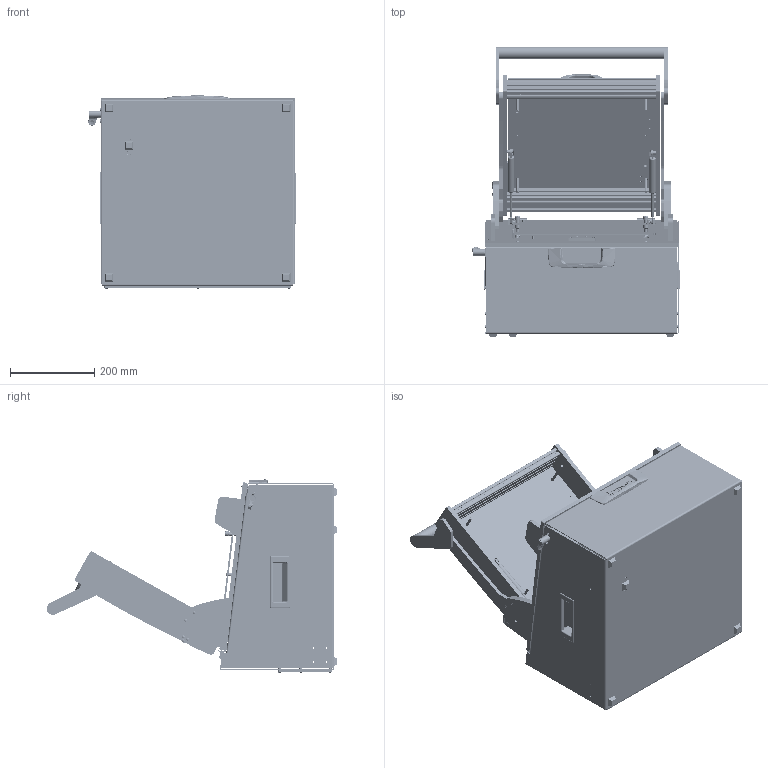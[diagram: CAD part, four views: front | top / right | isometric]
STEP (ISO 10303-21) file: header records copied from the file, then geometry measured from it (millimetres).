
FILE_DESCRIPTION (( 'STEP AP214' ), '1' );
FILE_NAME ('INGUN_101930_open.STEP', '2021-02-24T10:15:55', ( '' ), ( '' ), 'SwSTEP 2.0', 'SolidWorks 2018', '' );
FILE_SCHEMA (( 'AUTOMOTIVE_DESIGN' ));
Length unit declared in the file: millimetre
Products named in the file (115): 20901_01~0; K_02037~0_Standard ohne Dyn Punkt<Standard>; 48726~2_S; DIN7991~n_M03,0x006; DIN985-A2~n_M05,0; 35662~11_S; 2720~0; 37188~1_S; DIN6325~n_06,0m6x030; DIN914~n_M04,0x05; 35334~0_S; 43627~0_Hub 16mm<Standard>; 29805~4_geschlossen<S>; DIN6325~n_03,0m6x024; 32462~0_S; 30758~0_S; 55712~0_KUNDE<S>; 31199~3_S; DIN7979~n_04,0m6x020M3; 32171~0_S; 2196~6; DIN7991~n_M05,0x020; 30758_02~0_S; 39894~2_KUNDE<S>; 53837~3_KUNDE<S>; 3917~3_M 3 A; 30112~0; 41899~3_flexiebel <S>; 48509~2_S; 30758_01~0_S; 109950~0_KUNDE<S>; ISO7380~n_M04,0x008; ISO7380~n_M03,0x006; DIN7991~n_M05,0x016; 46869~0_S; 53838~0_S; 48517~4_S; 48519~6_KUNDE<S>; 20901~0_Abstand 296<Standard>; 110443~0_S ...
Assembly tree (244 placements, depth 6):
  INGUN_101930_open
    53888~1_KUNDE offen<S>
      33449~5_S
        33453~5
        30758~0_S  x2
          30758_01~0_S
          30758_02~0_S
        31199~3_S
        20902~0
        2720~0  x5
        53032~0_S
        20901~0_Abstand 296<Standard>
          20901~0_ohne Schiebeteil<Standard>
          20901_01~0
        32462~0_S
        32171~0_S
        29805~4_geschlossen<S>
          110322~4_S
          110705~1_S
          30984~0_S
          110231~1_S
          110443~0_S
          30112~0
          ISO7380~n_M05,0x030
          ISO7380~n_M04,0x008  x2
          DIN914~n_M04,0x05
        35334~0_S
        DIN7991~n_M05,0x016
        ISO7380~n_M04,0x010  x4
        DIN7991~n_M05,0x012  x2
        8804~0
        DIN985-A2~n_M05,0  x3
        DIN125~n_05,3 M05,0 Fase  x2
      48522~5_KUNDE offen<S>
        48517~4_S
          35648~16
          48512~0_S
          35662~11_S
          35663~9_S
          48509~2_S
          2281~0_180ø<Standard>  x2
            2281~0
          37188~1_S  x2
          53031~0_S
          48727~1_S
            48726~2_S
            DIN6325~n_04,0m6x012
            48565~1_S
            DIN912~n_M04,0x020  x2
            DIN125~n_06,4 M06,0 Fase
            DIN125~n_04,3 M04,0  x2
            49317~0
          48728~1_S
            48726~2_S
            DIN6325~n_04,0m6x012
            48565~1_S
            DIN125~n_06,4 M06,0 Fase
            DIN125~n_04,3 M04,0  x2
            DIN912~n_M04,0x020  x2
            49317~0
Bounding box: 491.5 x 688.16 x 458.02 mm (x, y, z)
Volume: 7976681.1 mm3; surface area: 3661173.5 mm2
Topology: 258 solids, 258 shells, 7237 faces, 17756 edges, 11387 vertices
Faces by surface type: plane 3119, cylinder 2797, cone 782, bspline 283, torus 150, sphere 106
Entity records: 178060 total; most frequent: CARTESIAN_POINT 43353, DIRECTION 24754, ORIENTED_EDGE 22974, EDGE_CURVE 11487, AXIS2_PLACEMENT_3D 9153, VERTEX_POINT 7445, VECTOR 6448, LINE 6448
